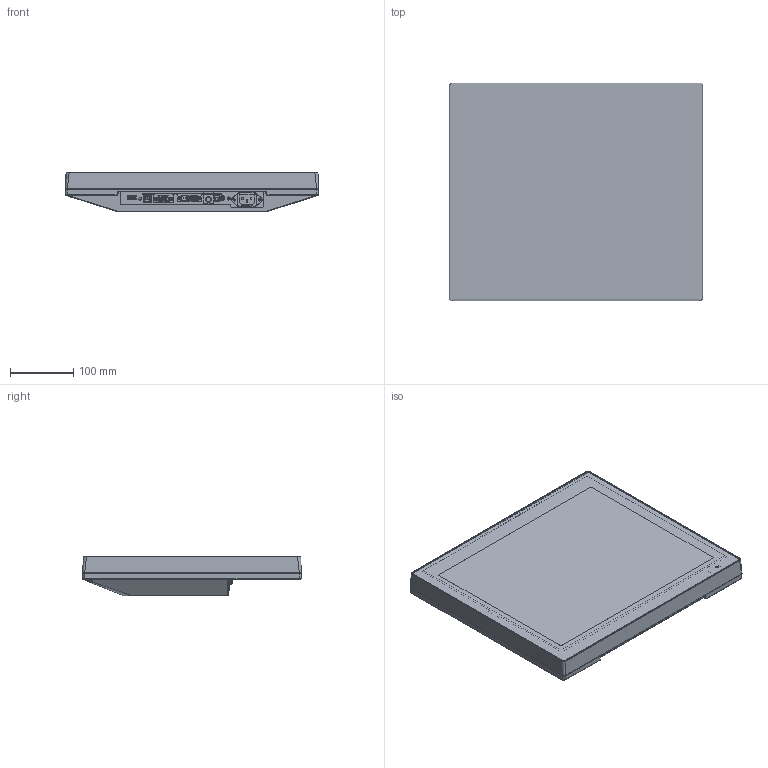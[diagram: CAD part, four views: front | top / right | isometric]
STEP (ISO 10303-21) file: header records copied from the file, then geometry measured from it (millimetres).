
FILE_DESCRIPTION(/* description */ (''),/* implementation_level */ '2;1');
FILE_NAME(/* name */ '',/* time_stamp */ '2017-11-09T17:45:07+09:00',/* author */ (''),/* organization */ (''),/* preprocessor_version */ 'ST-DEVELOPER v16.5',/* originating_system */ 'Autodesk Inventor 2017',/* authorisation */ '');
FILE_SCHEMA (('CONFIG_CONTROL_DESIGN'));
Products named in the file (1): HP_TMG(H)-517-AC01
Bounding box: 399 x 344.5 x 62.5 mm (x, y, z)
Volume: 1065498.9 mm3; surface area: 1160453.7 mm2
Topology: 1 solids, 29 shells, 6732 faces, 17915 edges, 11439 vertices
Faces by surface type: plane 3272, cylinder 1446, bspline 1302, cone 600, torus 84, sphere 28
Full cylindrical faces by diameter (mm): 0.8 x8, 1 x18, 2 x2, 2.013 x4, 2.459 x28, 2.6 x2, 2.84 x2, 3 x37, 3.2 x17, 3.242 x1, 3.5 x121, 3.6 x12, 4 x51, 4.1 x8, 4.18 x4, 4.8 x5, 5 x1, 6.15 x16, 6.2 x4, 6.3 x1, 7 x1, 7.15 x6, 7.6 x1, 8 x38, 9 x7, 10 x6
Entity records: 236364 total; most frequent: CARTESIAN_POINT 71083, ORIENTED_EDGE 34626, DIRECTION 32526, EDGE_CURVE 17306, VERTEX_POINT 11348, AXIS2_PLACEMENT_3D 10875, LINE 10776, VECTOR 10776
